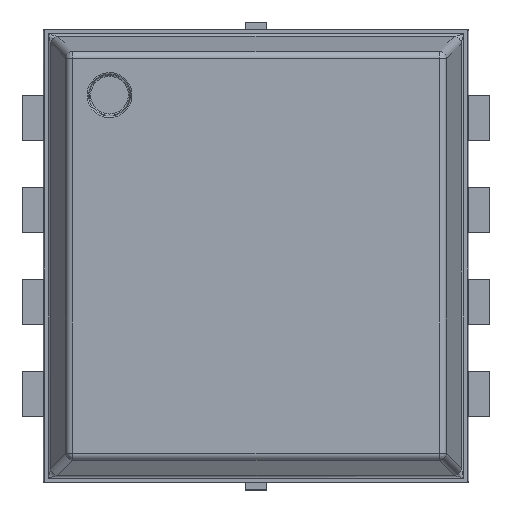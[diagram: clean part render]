
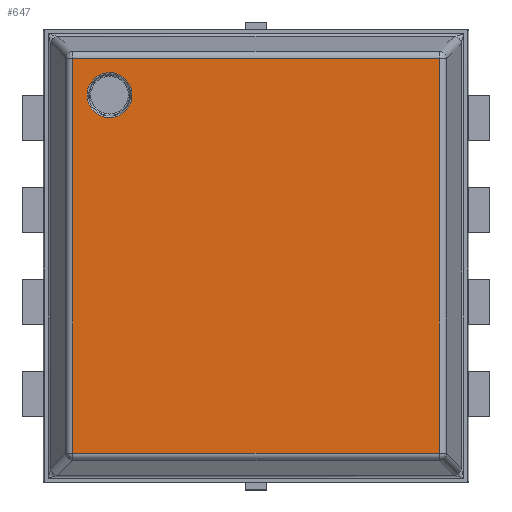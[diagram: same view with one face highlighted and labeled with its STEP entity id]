
A CAD part, top view. The second image highlights one B-rep face of the part: STEP entity #647.
In plain terms, the highlighted planar face has unit normal (0, 0, 1).
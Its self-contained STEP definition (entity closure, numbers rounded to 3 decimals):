
#32 = CARTESIAN_POINT ( 'NONE',  ( -1.176, 1.214, 0.75 ) ) ;
#97 = EDGE_CURVE ( 'NONE', #6126, #280, #5110, .T. ) ;
#280 = VERTEX_POINT ( 'NONE', #1879 ) ;
#358 = ORIENTED_EDGE ( 'NONE', *, *, #1946, .T. ) ;
#436 = LINE ( 'NONE', #3100, #7580 ) ;
#499 = CARTESIAN_POINT ( 'NONE',  ( -0.952, 1.276, 0.75 ) ) ;
#597 = EDGE_CURVE ( 'NONE', #3524, #2339, #436, .T. ) ;
#631 = CARTESIAN_POINT ( 'NONE',  ( -1.176, 1.052, 0.75 ) ) ;
#647 = ADVANCED_FACE ( 'NONE', ( #7761, #6436 ), #5046, .T. ) ;
#652 = DIRECTION ( 'NONE',  ( 1., 0., 0. ) ) ;
#679 = CARTESIAN_POINT ( 'NONE',  ( -0.875, 1.133, 0.75 ) ) ;
#708 = VERTEX_POINT ( 'NONE', #7247 ) ;
#980 = CARTESIAN_POINT ( 'NONE',  ( -1.293, 0., 0.75 ) ) ;
#1236 = CARTESIAN_POINT ( 'NONE',  ( -1.076, 1.291, 0.75 ) ) ;
#1263 = DIRECTION ( 'NONE',  ( 0., 1., 0. ) ) ;
#1271 = CARTESIAN_POINT ( 'NONE',  ( -1.192, 1.176, 0.75 ) ) ;
#1456 = CARTESIAN_POINT ( 'NONE',  ( 1.293, -1.393, 0.75 ) ) ;
#1718 = DIRECTION ( 'NONE',  ( 0., -1., 0. ) ) ;
#1858 = CARTESIAN_POINT ( 'NONE',  ( -1.293, -1.393, 0.75 ) ) ;
#1879 = CARTESIAN_POINT ( 'NONE',  ( -1.191, 1.133, 0.75 ) ) ;
#1903 = VECTOR ( 'NONE', #1263, 1000. ) ;
#1946 = EDGE_CURVE ( 'NONE', #708, #3524, #7566, .T. ) ;
#1980 = VECTOR ( 'NONE', #1718, 1000. ) ;
#2283 = CARTESIAN_POINT ( 'NONE',  ( 0., 1.393, 0.75 ) ) ;
#2339 = VERTEX_POINT ( 'NONE', #1456 ) ;
#2481 = CARTESIAN_POINT ( 'NONE',  ( -0.875, 1.09, 0.75 ) ) ;
#2660 = EDGE_LOOP ( 'NONE', ( #6589, #7045 ) ) ;
#2662 = VECTOR ( 'NONE', #4889, 1000. ) ;
#2681 = CARTESIAN_POINT ( 'NONE',  ( 0., 0., 0.75 ) ) ;
#2906 = VERTEX_POINT ( 'NONE', #3602 ) ;
#3068 = AXIS2_PLACEMENT_3D ( 'NONE', #2681, #5345, #652 ) ;
#3100 = CARTESIAN_POINT ( 'NONE',  ( 0., -1.393, 0.75 ) ) ;
#3192 = CARTESIAN_POINT ( 'NONE',  ( -1.191, 1.133, 0.75 ) ) ;
#3198 = CARTESIAN_POINT ( 'NONE',  ( -1.191, 1.133, 0.75 ) ) ;
#3524 = VERTEX_POINT ( 'NONE', #1858 ) ;
#3602 = CARTESIAN_POINT ( 'NONE',  ( 1.293, 1.393, 0.75 ) ) ;
#3768 = CARTESIAN_POINT ( 'NONE',  ( -0.89, 1.214, 0.75 ) ) ;
#3811 = CARTESIAN_POINT ( 'NONE',  ( -0.891, 1.052, 0.75 ) ) ;
#3846 = CARTESIAN_POINT ( 'NONE',  ( -0.875, 1.133, 0.75 ) ) ;
#4277 = CARTESIAN_POINT ( 'NONE',  ( -0.875, 1.133, 0.75 ) ) ;
#4346 = ORIENTED_EDGE ( 'NONE', *, *, #5379, .T. ) ;
#4390 = CARTESIAN_POINT ( 'NONE',  ( -1.114, 0.991, 0.75 ) ) ;
#4522 = CARTESIAN_POINT ( 'NONE',  ( -0.952, 0.99, 0.75 ) ) ;
#4889 = DIRECTION ( 'NONE',  ( -1., 0., 0. ) ) ;
#4969 = LINE ( 'NONE', #2283, #2662 ) ;
#5046 = PLANE ( 'NONE',  #3068 ) ;
#5090 = DIRECTION ( 'NONE',  ( 1., 0., 0. ) ) ;
#5109 = CARTESIAN_POINT ( 'NONE',  ( -1.115, 1.276, 0.75 ) ) ;
#5110 = B_SPLINE_CURVE_WITH_KNOTS ( 'NONE', 3,
 ( #679, #2481, #3811, #4522, #5113, #5721, #4390, #631, #7184, #3198 ),
 .UNSPECIFIED., .F., .F.,
 ( 4, 2, 2, 2, 4 ),
 ( 0., 0.125, 0.25, 0.375, 0.5 ),
 .UNSPECIFIED. ) ;
#5113 = CARTESIAN_POINT ( 'NONE',  ( -0.99, 0.975, 0.75 ) ) ;
#5313 = LINE ( 'NONE', #6442, #1903 ) ;
#5345 = DIRECTION ( 'NONE',  ( 0., 0., 1. ) ) ;
#5354 = ORIENTED_EDGE ( 'NONE', *, *, #597, .T. ) ;
#5379 = EDGE_CURVE ( 'NONE', #2906, #708, #4969, .T. ) ;
#5622 = ORIENTED_EDGE ( 'NONE', *, *, #8283, .T. ) ;
#5721 = CARTESIAN_POINT ( 'NONE',  ( -1.076, 0.975, 0.75 ) ) ;
#6052 = B_SPLINE_CURVE_WITH_KNOTS ( 'NONE', 3,
 ( #3192, #1271, #32, #5109, #1236, #7824, #499, #3768, #6410, #3846 ),
 .UNSPECIFIED., .F., .F.,
 ( 4, 2, 2, 2, 4 ),
 ( 0.5, 0.625, 0.75, 0.875, 1. ),
 .UNSPECIFIED. ) ;
#6126 = VERTEX_POINT ( 'NONE', #4277 ) ;
#6410 = CARTESIAN_POINT ( 'NONE',  ( -0.875, 1.177, 0.75 ) ) ;
#6436 = FACE_OUTER_BOUND ( 'NONE', #6932, .T. ) ;
#6442 = CARTESIAN_POINT ( 'NONE',  ( 1.293, 0., 0.75 ) ) ;
#6589 = ORIENTED_EDGE ( 'NONE', *, *, #97, .T. ) ;
#6932 = EDGE_LOOP ( 'NONE', ( #5622, #4346, #358, #5354 ) ) ;
#7045 = ORIENTED_EDGE ( 'NONE', *, *, #7609, .T. ) ;
#7184 = CARTESIAN_POINT ( 'NONE',  ( -1.191, 1.09, 0.75 ) ) ;
#7247 = CARTESIAN_POINT ( 'NONE',  ( -1.293, 1.393, 0.75 ) ) ;
#7566 = LINE ( 'NONE', #980, #1980 ) ;
#7580 = VECTOR ( 'NONE', #5090, 1000. ) ;
#7609 = EDGE_CURVE ( 'NONE', #280, #6126, #6052, .T. ) ;
#7761 = FACE_BOUND ( 'NONE', #2660, .T. ) ;
#7824 = CARTESIAN_POINT ( 'NONE',  ( -0.99, 1.292, 0.75 ) ) ;
#8283 = EDGE_CURVE ( 'NONE', #2339, #2906, #5313, .T. ) ;
